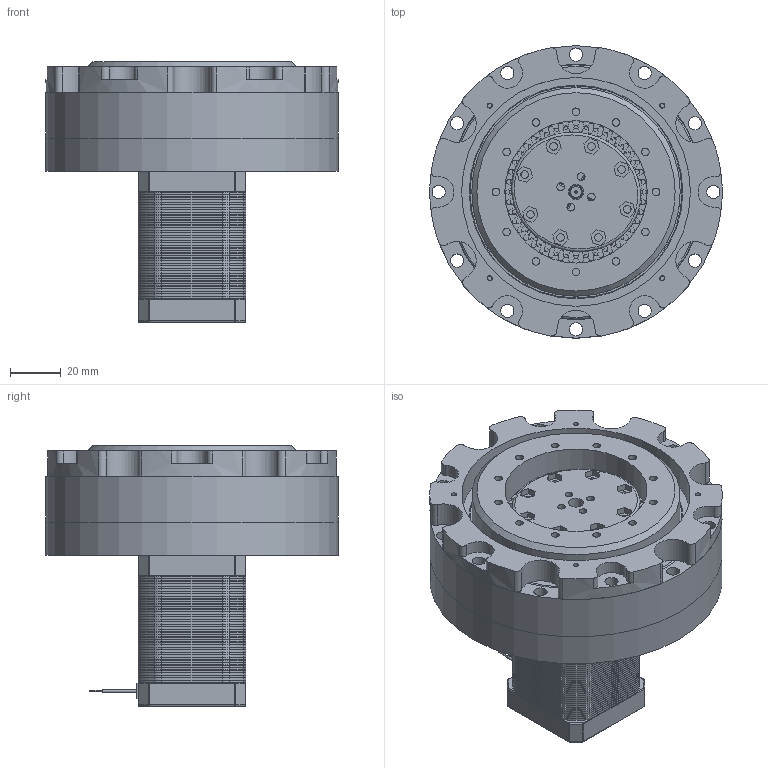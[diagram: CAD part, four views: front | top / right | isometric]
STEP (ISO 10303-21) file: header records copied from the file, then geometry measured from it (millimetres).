
FILE_DESCRIPTION(/* description */ (''),/* implementation_level */ '2;1');
FILE_NAME(/* name */ 'Harmonic1-21Ver1.stp',/* time_stamp */ '2019-05-25T19:23:14+02:00',/* author */ ('toshi'),/* organization */ (''),/* preprocessor_version */ 'ST-DEVELOPER v17',/* originating_system */ 'Autodesk Inventor 2019',/* authorisation */ '');
FILE_SCHEMA (('AUTOMOTIVE_DESIGN { 1 0 10303 214 3 1 1 }'));
Products named in the file (11): Harmonic1-20Ver1; Spur Gear1; Circular; RB7013 UU; LowerMount; UpperMount; LowerCircular; UpperCover; EllipseDrive; Nema 17  Stepper Motor length 60mm; pololu-universal-aluminum-mounting-hub-for-5mm-shaft-m3-holes
Assembly tree (10 placements, depth 2):
  Harmonic1-20Ver1
    Spur Gear1
    Circular
    RB7013 UU
    LowerMount
    UpperMount
    LowerCircular
    UpperCover
    EllipseDrive
    Nema 17  Stepper Motor length 60mm
    pololu-universal-aluminum-mounting-hub-for-5mm-shaft-m3-holes
Bounding box: 115 x 115 x 102.4 mm (x, y, z)
Volume: 419976.5 mm3; surface area: 287701.7 mm2
Topology: 62 solids, 62 shells, 3354 faces, 8173 edges, 5010 vertices
Faces by surface type: cylinder 1238, cone 1053, plane 931, bspline 118, sphere 8, torus 6
Full cylindrical faces by diameter (mm): 0.5 x8, 1 x2, 1.2 x4, 1.7 x8, 2 x4, 2.5 x13, 3 x36, 3.2 x4, 5 x7, 5.2 x34, 6 x1, 7 x4, 9.5 x2, 19 x2, 22 x1, 24 x2, 45.275 x1, 46.732 x1, 56 x1, 70 x1, 70.6 x1, 81 x1, 82 x1, 83.367 x2, 84 x2, 89.5 x1, 90 x2, 100 x2, 100.5 x1, 115 x2
Entity records: 104674 total; most frequent: CARTESIAN_POINT 23673, DIRECTION 17728, ORIENTED_EDGE 16338, EDGE_CURVE 8169, AXIS2_PLACEMENT_3D 6753, VERTEX_POINT 5010, LINE 4222, VECTOR 4222
